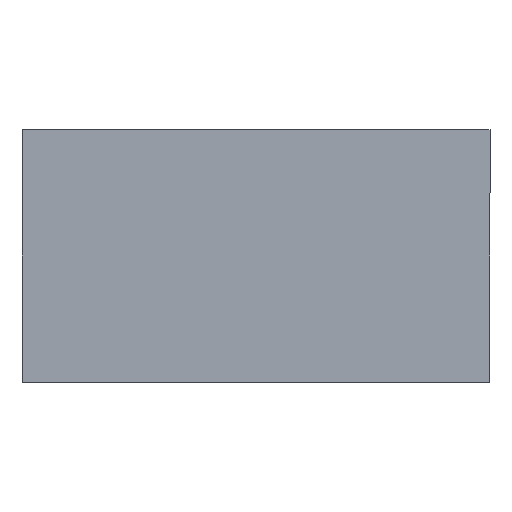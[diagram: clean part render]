
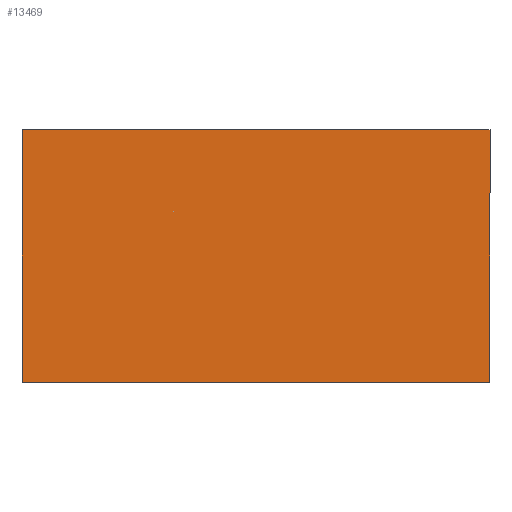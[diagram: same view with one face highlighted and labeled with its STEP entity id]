
A CAD part, front view. The second image highlights one B-rep face of the part: STEP entity #13469.
In plain terms, the highlighted planar face has unit normal (0, -1, 0).
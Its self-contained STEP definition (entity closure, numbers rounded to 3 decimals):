
#258 = PLANE ( 'NONE',  #2763 ) ;
#398 = ORIENTED_EDGE ( 'NONE', *, *, #16732, .F. ) ;
#725 = DIRECTION ( 'NONE',  ( 1., 0., 0. ) ) ;
#1772 = VECTOR ( 'NONE', #725, 1000. ) ;
#2464 = CARTESIAN_POINT ( 'NONE',  ( 33., 0., 0. ) ) ;
#2763 = AXIS2_PLACEMENT_3D ( 'NONE', #17909, #19492, #9912 ) ;
#3400 = LINE ( 'NONE', #11894, #19885 ) ;
#3501 = EDGE_CURVE ( 'NONE', #5590, #7744, #19312, .T. ) ;
#5526 = DIRECTION ( 'NONE',  ( 0., 0., 1. ) ) ;
#5590 = VERTEX_POINT ( 'NONE', #10126 ) ;
#6849 = VECTOR ( 'NONE', #10966, 1000. ) ;
#7475 = CARTESIAN_POINT ( 'NONE',  ( 0., 0., -17.8 ) ) ;
#7744 = VERTEX_POINT ( 'NONE', #12497 ) ;
#7981 = ORIENTED_EDGE ( 'NONE', *, *, #20262, .F. ) ;
#8115 = CARTESIAN_POINT ( 'NONE',  ( 33., 0., -17.8 ) ) ;
#8695 = CARTESIAN_POINT ( 'NONE',  ( 0., 0., 0. ) ) ;
#9912 = DIRECTION ( 'NONE',  ( 0., 0., -1. ) ) ;
#10126 = CARTESIAN_POINT ( 'NONE',  ( 0., 0., 0. ) ) ;
#10133 = EDGE_LOOP ( 'NONE', ( #7981, #18121, #398, #13073 ) ) ;
#10966 = DIRECTION ( 'NONE',  ( -1., 0., 0. ) ) ;
#11535 = VECTOR ( 'NONE', #20007, 1000. ) ;
#11894 = CARTESIAN_POINT ( 'NONE',  ( 0., 0., 0. ) ) ;
#12497 = CARTESIAN_POINT ( 'NONE',  ( 33., 0., 0. ) ) ;
#13073 = ORIENTED_EDGE ( 'NONE', *, *, #3501, .F. ) ;
#13469 = ADVANCED_FACE ( 'NONE', ( #18808 ), #258, .T. ) ;
#13943 = EDGE_CURVE ( 'NONE', #18306, #18735, #15360, .T. ) ;
#15299 = LINE ( 'NONE', #2464, #11535 ) ;
#15360 = LINE ( 'NONE', #18855, #6849 ) ;
#16732 = EDGE_CURVE ( 'NONE', #7744, #18306, #15299, .T. ) ;
#17909 = CARTESIAN_POINT ( 'NONE',  ( 0., 0., 0. ) ) ;
#18121 = ORIENTED_EDGE ( 'NONE', *, *, #13943, .F. ) ;
#18306 = VERTEX_POINT ( 'NONE', #8115 ) ;
#18735 = VERTEX_POINT ( 'NONE', #7475 ) ;
#18808 = FACE_OUTER_BOUND ( 'NONE', #10133, .T. ) ;
#18855 = CARTESIAN_POINT ( 'NONE',  ( 0., 0., -17.8 ) ) ;
#19312 = LINE ( 'NONE', #8695, #1772 ) ;
#19492 = DIRECTION ( 'NONE',  ( 0., -1., 0. ) ) ;
#19885 = VECTOR ( 'NONE', #5526, 1000. ) ;
#20007 = DIRECTION ( 'NONE',  ( 0., 0., -1. ) ) ;
#20262 = EDGE_CURVE ( 'NONE', #18735, #5590, #3400, .T. ) ;
